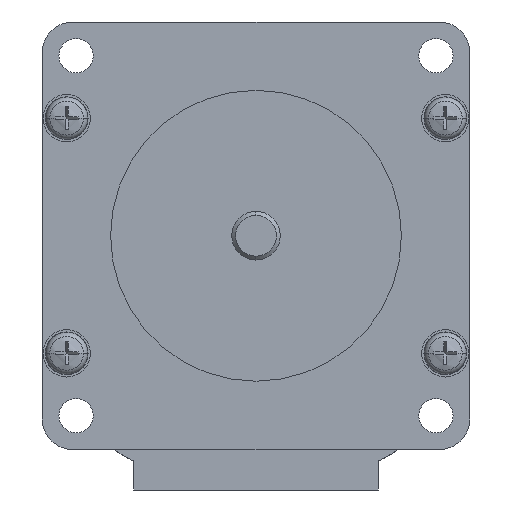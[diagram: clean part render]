
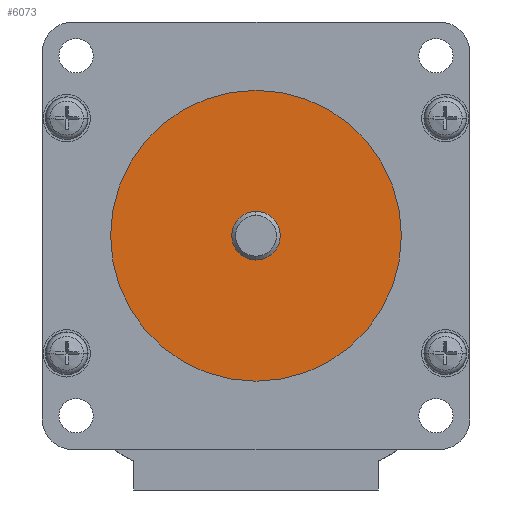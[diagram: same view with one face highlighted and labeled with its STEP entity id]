
A CAD part, left-side view. The second image highlights one B-rep face of the part: STEP entity #6073.
In plain terms, the highlighted planar face has unit normal (-1, 0, 0).
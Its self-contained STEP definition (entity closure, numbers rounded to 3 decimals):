
#5477=CARTESIAN_POINT('POINT3759',(-1.6,0.,
   -3.175));
#5478=VERTEX_POINT('VERTEX3759',#5477);
#5485=CARTESIAN_POINT('POINT3760',(-1.6,0.,
   3.175));
#5486=VERTEX_POINT('VERTEX3760',#5485);
#5487=CARTESIAN_POINT('POS5862',(-1.6,0.,0.));
#5488=DIRECTION('DIR8903',(1.,0.,0.));
#5489=DIRECTION('DIR8904',(0.,0.,-1.));
#5490=AXIS2_PLACEMENT_3D('AXIS3042',#5487,#5488,#5489);
#5491=CIRCLE('ELLIPSE1515',#5490,3.175);
#5492=EDGE_CURVE('EDGE5670',#5486,#5478,#5491,.T.);
#5512=EDGE_CURVE('EDGE5672',#5478,#5486,#5491,.T.);
#6049=CARTESIAN_POINT('POINT3785',(-1.6,0.,
   -19.05));
#6050=VERTEX_POINT('VERTEX3785',#6049);
#6051=CARTESIAN_POINT('POINT3786',(-1.6,0.,
   19.05));
#6052=VERTEX_POINT('VERTEX3786',#6051);
#6053=CARTESIAN_POINT('POS5921',(-1.6,0.,0.));
#6054=DIRECTION('DIR8992',(1.,0.,0.));
#6055=DIRECTION('DIR8993',(0.,0.,-1.));
#6056=AXIS2_PLACEMENT_3D('AXIS3072',#6053,#6054,#6055);
#6057=CIRCLE('ELLIPSE1528',#6056,19.05);
#6058=EDGE_CURVE('EDGE5721',#6050,#6052,#6057,.T.);
#6059=ORIENTED_EDGE('COEDGE11415',*,*,#6058,.F.);
#6060=EDGE_CURVE('EDGE5722',#6052,#6050,#6057,.T.);
#6061=ORIENTED_EDGE('COEDGE11416',*,*,#6060,.F.);
#6062=EDGE_LOOP('NONE',(#6059,#6061));
#6063=FACE_BOUND('LOOP1',#6062,.T.);
#6064=ORIENTED_EDGE('COEDGE11417',*,*,#5512,.T.);
#6065=ORIENTED_EDGE('COEDGE11418',*,*,#5492,.T.);
#6066=EDGE_LOOP('NONE',(#6064,#6065));
#6067=FACE_BOUND('LOOP1',#6066,.T.);
#6068=CARTESIAN_POINT('POS5922',(-1.6,0.,
   -11.113));
#6069=DIRECTION('DIR8994',(-1.,0.,0.));
#6070=DIRECTION('DIR8995',(0.,1.,0.));
#6071=AXIS2_PLACEMENT_3D('AXIS3073',#6068,#6069,#6070);
#6072=PLANE('PLANE840',#6071);
#6073=ADVANCED_FACE('FACE2222',(#6063,#6067),#6072,.T.);
